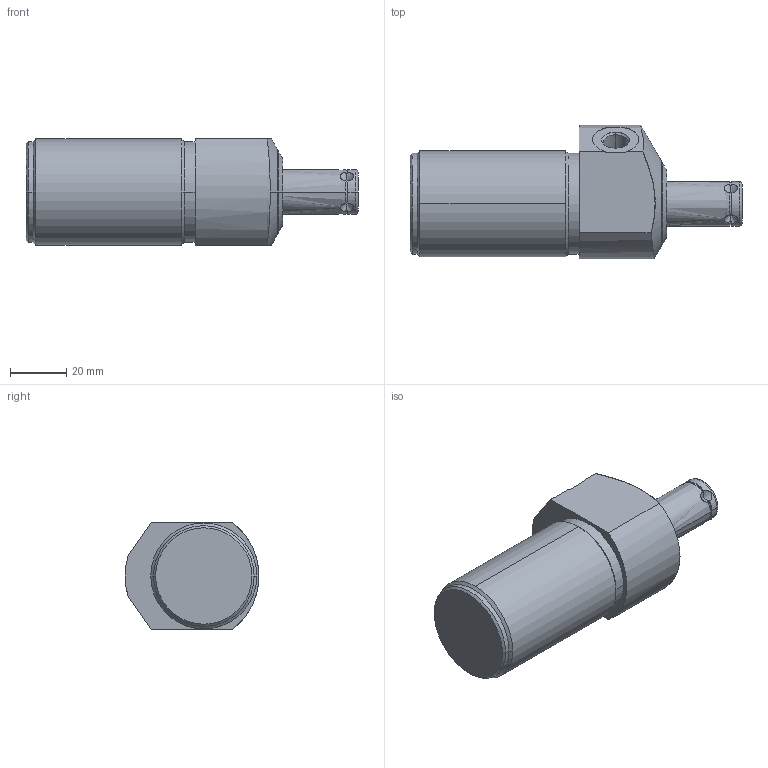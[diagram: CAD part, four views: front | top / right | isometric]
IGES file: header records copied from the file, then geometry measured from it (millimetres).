
Start section:  PTC IGES file: ilcm41500521.igs
Global section: file name: ilcm41500521.igs; native system: Pro/ENGINEER by Parametric Technology Corporation; preprocessor: 2007460; author: gar; organization: Unknown; date: 20120501.155231; units: millimetre
Bounding box: 118.1 x 47.62 x 37.85 mm (x, y, z)
Surface area: 16778.2 mm2 (no closed solid volume)
Topology: 0 solids, 0 shells, 88 faces, 454 edges, 444 vertices
Faces by surface type: revolution 64, bspline 24
